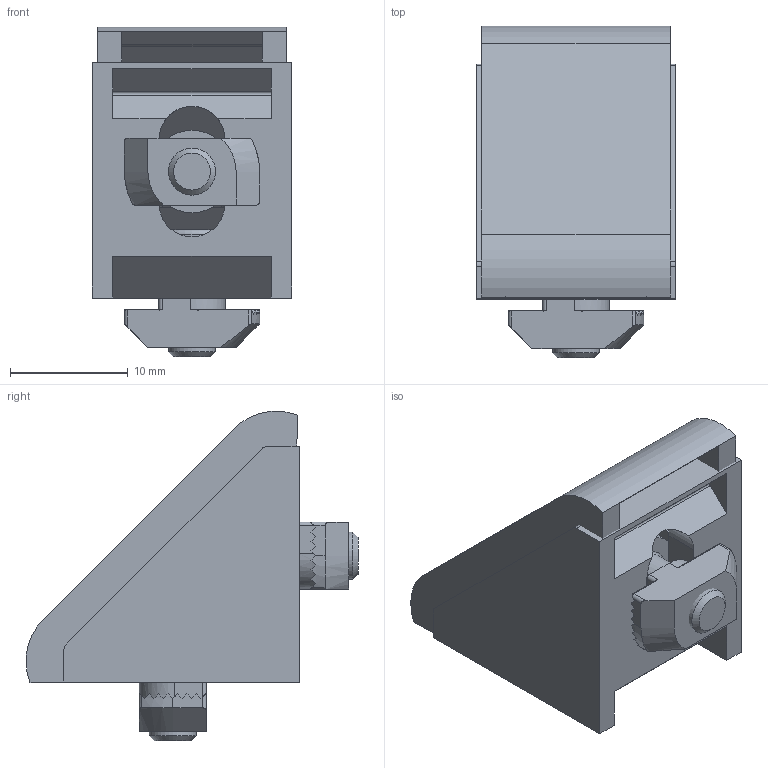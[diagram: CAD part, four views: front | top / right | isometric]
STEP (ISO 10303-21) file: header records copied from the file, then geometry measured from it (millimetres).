
FILE_DESCRIPTION(('FreeCAD Model'),'2;1');
FILE_NAME('Open CASCADE Shape Model','2024-03-19T11:17:56',(''),(''), 'Open CASCADE STEP processor 7.6','FreeCAD','Unknown');
FILE_SCHEMA(('AUTOMOTIVE_DESIGN { 1 0 10303 214 1 1 1 1 }'));
Length unit declared in the file: millimetre
Products named in the file (5): STB6-CE2020; _093WA201a; _093WA201cc; _093WA201sc; _093WA201n
Assembly tree (6 placements, depth 2):
  STB6-CE2020
    _093WA201a
    _093WA201cc
    _093WA201sc  x2
    _093WA201n  x2
Bounding box: 17 x 28.23 x 28.03 mm (x, y, z)
Volume: 3976.8 mm3; surface area: 4724.4 mm2
Topology: 6 solids, 6 shells, 260 faces, 723 edges, 480 vertices
Faces by surface type: plane 180, cylinder 70, torus 4, bspline 4, cone 2
Full cylindrical faces by diameter (mm): 3.242 x2, 4 x2, 7 x2
Entity records: 14323 total; most frequent: CARTESIAN_POINT 3340, DIRECTION 2061, LINE 1233, VECTOR 1233, ORIENTED_EDGE 1080, PCURVE 1080, DEFINITIONAL_REPRESENTATION 1080, EDGE_CURVE 540
